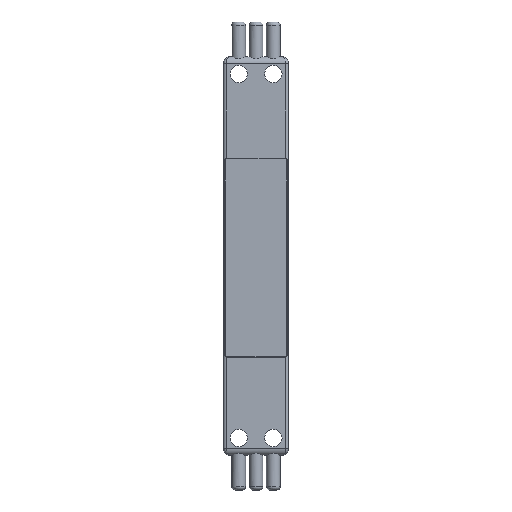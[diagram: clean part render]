
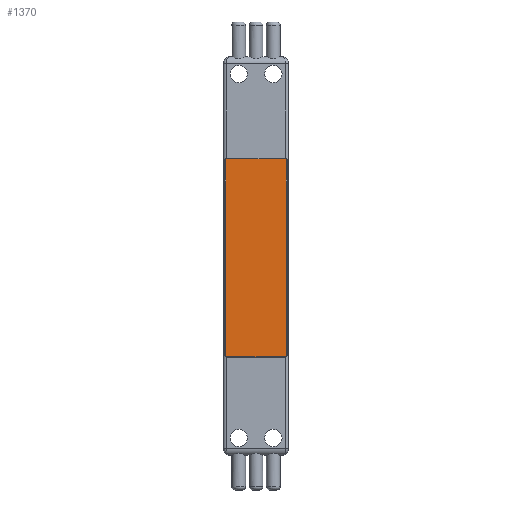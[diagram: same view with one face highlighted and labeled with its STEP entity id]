
A CAD part, front view. The second image highlights one B-rep face of the part: STEP entity #1370.
In plain terms, the highlighted planar face has unit normal (0, -1, 0).
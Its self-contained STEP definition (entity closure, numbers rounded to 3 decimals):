
#100=PLANE('',#1528);
#166=FACE_OUTER_BOUND('',#260,.T.);
#260=EDGE_LOOP('',(#1183,#1184,#1185,#1186));
#372=LINE('',#2037,#462);
#441=LINE('',#2834,#531);
#443=LINE('',#2838,#533);
#444=LINE('',#2840,#534);
#462=VECTOR('',#1628,10.);
#531=VECTOR('',#1893,10.);
#533=VECTOR('',#1897,10.);
#534=VECTOR('',#1900,10.);
#558=VERTEX_POINT('',#2034);
#559=VERTEX_POINT('',#2036);
#645=VERTEX_POINT('',#2832);
#646=VERTEX_POINT('',#2836);
#692=EDGE_CURVE('',#558,#559,#372,.T.);
#835=EDGE_CURVE('',#645,#558,#441,.T.);
#837=EDGE_CURVE('',#646,#645,#443,.T.);
#838=EDGE_CURVE('',#559,#646,#444,.T.);
#1183=ORIENTED_EDGE('',*,*,#838,.F.);
#1184=ORIENTED_EDGE('',*,*,#692,.F.);
#1185=ORIENTED_EDGE('',*,*,#835,.F.);
#1186=ORIENTED_EDGE('',*,*,#837,.F.);
#1370=ADVANCED_FACE('',(#166),#100,.F.);
#1528=AXIS2_PLACEMENT_3D('',#2841,#1901,#1902);
#1628=DIRECTION('',(1.,0.,0.));
#1893=DIRECTION('',(0.,0.,1.));
#1897=DIRECTION('',(-1.,0.,0.));
#1900=DIRECTION('',(0.,0.,-1.));
#1901=DIRECTION('center_axis',(0.,1.,0.));
#1902=DIRECTION('ref_axis',(0.,0.,1.));
#2034=CARTESIAN_POINT('',(-17.5,3.,171.));
#2036=CARTESIAN_POINT('',(17.5,3.,171.));
#2037=CARTESIAN_POINT('',(-17.5,3.,171.));
#2832=CARTESIAN_POINT('',(-17.5,3.,57.));
#2834=CARTESIAN_POINT('',(-17.5,3.,57.));
#2836=CARTESIAN_POINT('',(17.5,3.,57.));
#2838=CARTESIAN_POINT('',(17.5,3.,57.));
#2840=CARTESIAN_POINT('',(17.5,3.,171.));
#2841=CARTESIAN_POINT('Origin',(0.,3.,
114.));
